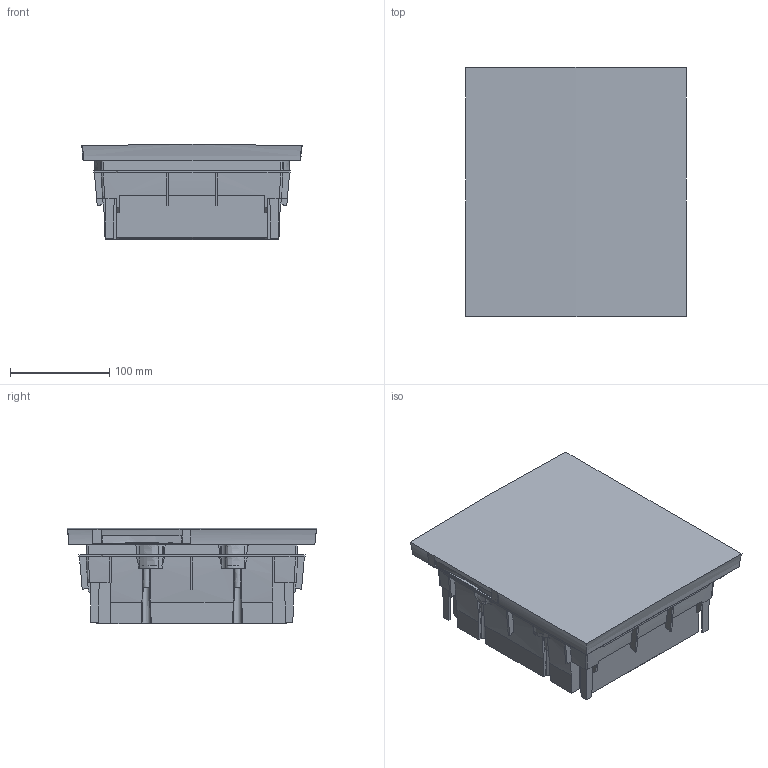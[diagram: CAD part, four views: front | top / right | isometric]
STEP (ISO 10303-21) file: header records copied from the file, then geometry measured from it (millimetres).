
FILE_DESCRIPTION((''),'2;1');
FILE_NAME('SB100331_3D-SIMPLIFIE_SW0001','2011-03-04T',('MCordero'),(''),'PRO/ENGINEER BY PARAMETRIC TECHNOLOGY CORPORATION, 2006170','PRO/ENGINEER BY PARAMETRIC TECHNOLOGY CORPORATION, 2006170','');
FILE_SCHEMA(('CONFIG_CONTROL_DESIGN'));
Length unit declared in the file: millimetre
Products named in the file (1): SB100331_3D-SIMPLIFIE_SW0001
Bounding box: 221.98 x 251.78 x 96.5 mm (x, y, z)
Volume: 411750.7 mm3; surface area: 433356.3 mm2
Topology: 2 solids, 2 shells, 515 faces, 1509 edges, 998 vertices
Faces by surface type: plane 331, cylinder 151, extrusion 13, bspline 8, cone 8, sphere 4
Entity records: 19224 total; most frequent: CARTESIAN_POINT 5709, ORIENTED_EDGE 3010, DIRECTION 2554, EDGE_CURVE 1505, VERTEX_POINT 998, VECTOR 962, LINE 949, AXIS2_PLACEMENT_3D 796
